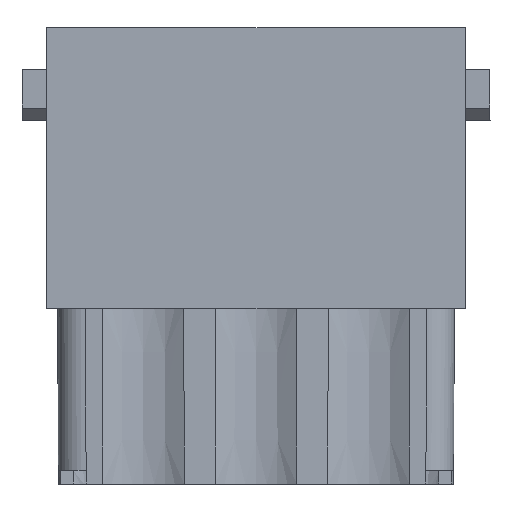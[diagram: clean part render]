
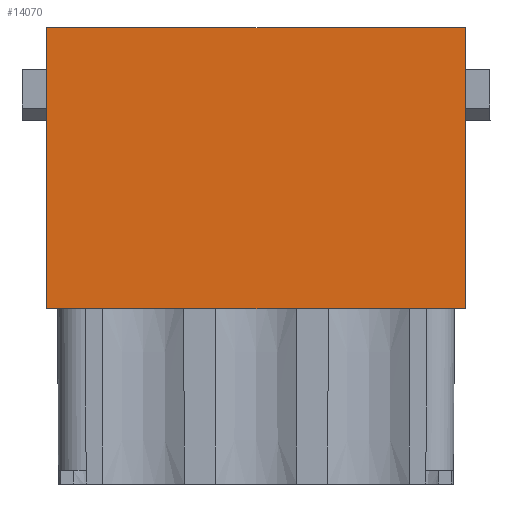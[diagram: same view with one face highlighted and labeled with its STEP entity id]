
A CAD part, left-side view. The second image highlights one B-rep face of the part: STEP entity #14070.
In plain terms, the highlighted planar face has unit normal (-1, 0, 0).
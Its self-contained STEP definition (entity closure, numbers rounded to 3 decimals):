
#14057=AXIS2_PLACEMENT_3D('Plane Axis2P3D',#14054,#14055,#14056) ;
#122=CARTESIAN_POINT('Vertex',(0.,32.075,12.7)) ;
#125=CARTESIAN_POINT('Line Origine',(0.,32.075,22.85)) ;
#129=CARTESIAN_POINT('Vertex',(0.,32.075,33.)) ;
#380=CARTESIAN_POINT('Vertex',(0.,1.775,12.7)) ;
#396=CARTESIAN_POINT('Vertex',(0.,1.775,33.)) ;
#399=CARTESIAN_POINT('Line Origine',(0.,1.775,22.85)) ;
#13873=CARTESIAN_POINT('Line Origine',(0.,16.925,33.)) ;
#14054=CARTESIAN_POINT('Axis2P3D Location',(0.,32.075,35.85)) ;
#14059=CARTESIAN_POINT('Line Origine',(0.,16.925,12.7)) ;
#126=DIRECTION('Vector Direction',(0.,0.,1.)) ;
#400=DIRECTION('Vector Direction',(0.,0.,-1.)) ;
#13874=DIRECTION('Vector Direction',(0.,1.,0.)) ;
#14055=DIRECTION('Axis2P3D Direction',(-1.,0.,0.)) ;
#14056=DIRECTION('Axis2P3D XDirection',(0.,1.,0.)) ;
#14060=DIRECTION('Vector Direction',(0.,-1.,0.)) ;
#127=VECTOR('Line Direction',#126,1.) ;
#401=VECTOR('Line Direction',#400,1.) ;
#13875=VECTOR('Line Direction',#13874,1.) ;
#14061=VECTOR('Line Direction',#14060,1.) ;
#14065=ORIENTED_EDGE('',*,*,#14063,.T.) ;
#14066=ORIENTED_EDGE('',*,*,#403,.F.) ;
#14067=ORIENTED_EDGE('',*,*,#13877,.T.) ;
#14068=ORIENTED_EDGE('',*,*,#131,.F.) ;
#14070=ADVANCED_FACE('Hauptkoerper',(#14069),#14058,.T.) ;
#131=EDGE_CURVE('',#123,#130,#128,.T.) ;
#403=EDGE_CURVE('',#397,#381,#402,.T.) ;
#13877=EDGE_CURVE('',#397,#130,#13876,.T.) ;
#14063=EDGE_CURVE('',#123,#381,#14062,.T.) ;
#14064=EDGE_LOOP('',(#14065,#14066,#14067,#14068)) ;
#14069=FACE_OUTER_BOUND('',#14064,.T.) ;
#128=LINE('Line',#125,#127) ;
#402=LINE('Line',#399,#401) ;
#13876=LINE('Line',#13873,#13875) ;
#14062=LINE('Line',#14059,#14061) ;
#14058=PLANE('',#14057) ;
#123=VERTEX_POINT('',#122) ;
#130=VERTEX_POINT('',#129) ;
#381=VERTEX_POINT('',#380) ;
#397=VERTEX_POINT('',#396) ;
